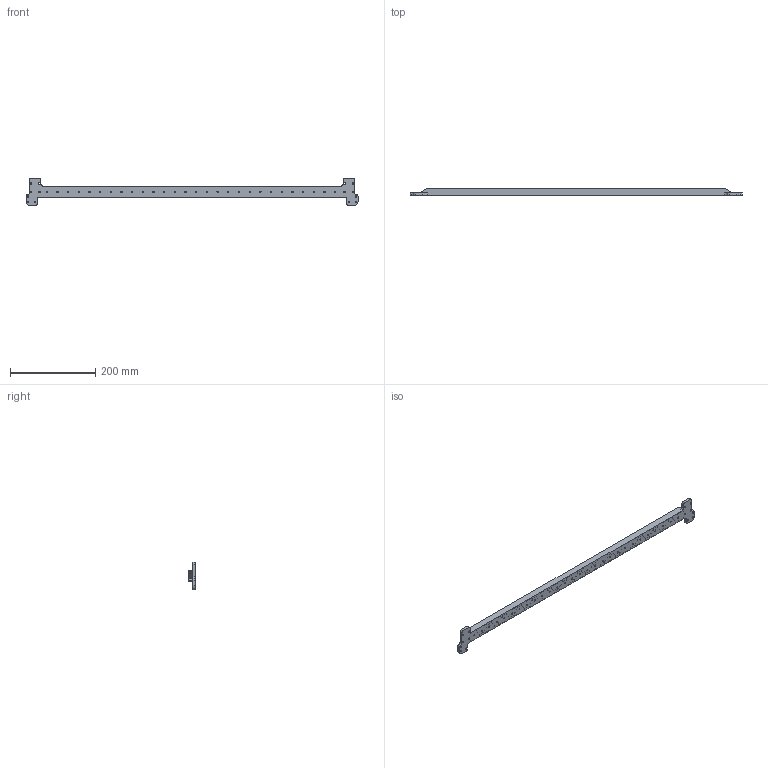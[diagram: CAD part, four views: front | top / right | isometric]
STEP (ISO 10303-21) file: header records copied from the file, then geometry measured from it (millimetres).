
FILE_DESCRIPTION (( 'STEP AP214' ), '1' );
FILE_NAME ('crossbar-700-10.STEP', '2020-06-14T18:06:19', ( '' ), ( '' ), 'SwSTEP 2.0', 'SolidWorks 2019', '' );
FILE_SCHEMA (( 'AUTOMOTIVE_DESIGN' ));
Length unit declared in the file: millimetre
Products named in the file (2): crossbar-700-10; crossbar_6mm_for_700mm_mgn12_rail_Pocketed Crossbar
Assembly tree (1 placements, depth 2):
  crossbar-700-10
    crossbar_6mm_for_700mm_mgn12_rail_Pocketed Crossbar
Bounding box: 777 x 16 x 65 mm (x, y, z)
Volume: 141765.6 mm3; surface area: 106608.8 mm2
Topology: 1 solids, 1 shells, 335 faces, 921 edges, 614 vertices
Faces by surface type: cylinder 199, plane 136
Entity records: 11135 total; most frequent: DIRECTION 1997, CARTESIAN_POINT 1874, ORIENTED_EDGE 1842, EDGE_CURVE 921, AXIS2_PLACEMENT_3D 737, VERTEX_POINT 614, LINE 523, VECTOR 523
